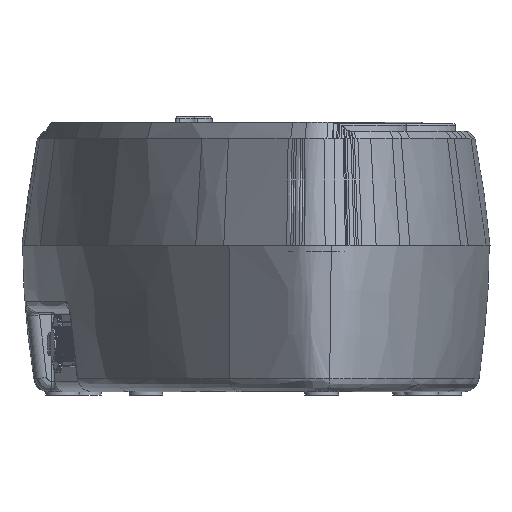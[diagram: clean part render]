
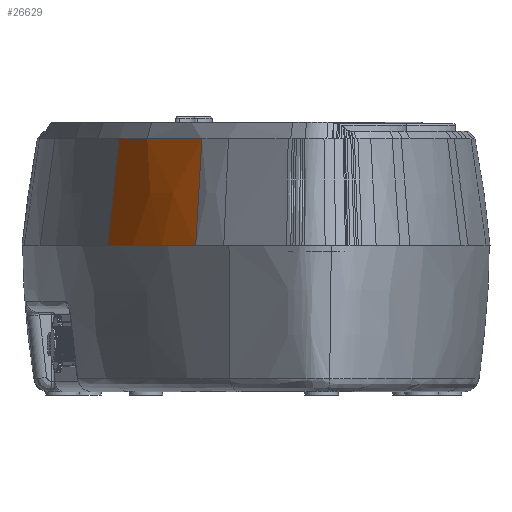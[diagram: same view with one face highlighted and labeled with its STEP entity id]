
A CAD part, front view. The second image highlights one B-rep face of the part: STEP entity #26629.
In plain terms, the highlighted free-form (B-spline) face has degree [3, 2] with [8, 3] control points.
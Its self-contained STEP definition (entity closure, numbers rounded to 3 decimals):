
#18348=B_SPLINE_SURFACE_WITH_KNOTS('',3,2,((#142659,#142660,#142661),(#142662,
#142663,#142664),(#142665,#142666,#142667),(#142668,#142669,#142670),(#142671,
#142672,#142673),(#142674,#142675,#142676),(#142677,#142678,#142679),(#142680,
#142681,#142682)),.UNSPECIFIED.,.F.,.F.,.F.,(4,1,1,2,4),(3,3),(0.,0.495,
0.743,0.99,1.),(0.,1.),.UNSPECIFIED.);
#22483=B_SPLINE_CURVE_WITH_KNOTS('',3,(#137475,#137476,#137477,#137478,
#137479,#137480,#137481,#137482),.UNSPECIFIED.,.F.,.F.,(4,2,1,1,4),(0.,
0.,0.413,0.826,1.),
 .UNSPECIFIED.);
#22494=B_SPLINE_CURVE_WITH_KNOTS('',3,(#137567,#137568,#137569,#137570),
 .UNSPECIFIED.,.F.,.F.,(4,4),(0.,1.),.UNSPECIFIED.);
#22767=B_SPLINE_CURVE_WITH_KNOTS('',3,(#142628,#142629,#142630,#142631),
 .UNSPECIFIED.,.F.,.F.,(4,4),(0.,1.),.UNSPECIFIED.);
#22769=B_SPLINE_CURVE_WITH_KNOTS('',2,(#142649,#142650,#142651),
 .UNSPECIFIED.,.F.,.F.,(3,3),(0.,1.),.UNSPECIFIED.);
#22770=B_SPLINE_CURVE_WITH_KNOTS('',3,(#142653,#142654,#142655,#142656,
#142657,#142658),.UNSPECIFIED.,.F.,.F.,(4,1,1,4),(0.,0.25,
0.5,1.),.UNSPECIFIED.);
#26629=ADVANCED_FACE('',(#31870),#18348,.T.);
#31870=FACE_OUTER_BOUND('',#36102,.T.);
#36102=EDGE_LOOP('',(#56520,#56521,#56522,#56523,#56524));
#56520=ORIENTED_EDGE('',*,*,#89393,.T.);
#56521=ORIENTED_EDGE('',*,*,#88998,.T.);
#56522=ORIENTED_EDGE('',*,*,#89009,.T.);
#56523=ORIENTED_EDGE('',*,*,#89395,.F.);
#56524=ORIENTED_EDGE('',*,*,#89396,.F.);
#80261=VERTEX_POINT('',#137474);
#80262=VERTEX_POINT('',#137483);
#80271=VERTEX_POINT('',#137566);
#80522=VERTEX_POINT('',#142632);
#80523=VERTEX_POINT('',#142652);
#88998=EDGE_CURVE('',#80262,#80261,#22483,.T.);
#89009=EDGE_CURVE('',#80261,#80271,#22494,.T.);
#89393=EDGE_CURVE('',#80522,#80262,#22767,.T.);
#89395=EDGE_CURVE('',#80523,#80271,#22769,.T.);
#89396=EDGE_CURVE('',#80522,#80523,#22770,.T.);
#137474=CARTESIAN_POINT('',(210.988,48.295,83.344));
#137475=CARTESIAN_POINT('',(228.871,21.402,83.344));
#137476=CARTESIAN_POINT('',(228.871,21.402,83.344));
#137477=CARTESIAN_POINT('',(228.871,21.402,83.344));
#137478=CARTESIAN_POINT('',(226.1,24.884,83.344));
#137479=CARTESIAN_POINT('',(220.813,32.047,83.344));
#137480=CARTESIAN_POINT('',(215.032,41.153,83.344));
#137481=CARTESIAN_POINT('',(211.897,46.65,83.344));
#137482=CARTESIAN_POINT('',(210.988,48.295,83.344));
#137483=CARTESIAN_POINT('',(228.871,21.402,83.344));
#137566=CARTESIAN_POINT('',(201.727,67.193,83.344));
#137567=CARTESIAN_POINT('',(210.988,48.295,83.344));
#137568=CARTESIAN_POINT('',(207.595,54.438,83.344));
#137569=CARTESIAN_POINT('',(204.515,60.753,83.344));
#137570=CARTESIAN_POINT('',(201.727,67.193,83.344));
#142628=CARTESIAN_POINT('',(226.827,15.914,48.382));
#142629=CARTESIAN_POINT('',(227.115,17.359,59.525));
#142630=CARTESIAN_POINT('',(227.796,19.188,71.179));
#142631=CARTESIAN_POINT('',(228.871,21.402,83.344));
#142632=CARTESIAN_POINT('',(226.827,15.914,48.382));
#142649=CARTESIAN_POINT('',(198.043,63.044,48.382));
#142650=CARTESIAN_POINT('',(199.158,64.734,65.096));
#142651=CARTESIAN_POINT('',(201.727,67.193,83.344));
#142652=CARTESIAN_POINT('',(198.043,63.044,48.382));
#142653=CARTESIAN_POINT('',(226.827,15.914,48.382));
#142654=CARTESIAN_POINT('',(223.893,19.48,48.382));
#142655=CARTESIAN_POINT('',(218.294,26.825,48.382));
#142656=CARTESIAN_POINT('',(208.171,42.286,48.382));
#142657=CARTESIAN_POINT('',(201.795,54.607,48.382));
#142658=CARTESIAN_POINT('',(198.043,63.044,48.382));
#142659=CARTESIAN_POINT('',(198.043,63.044,48.382));
#142660=CARTESIAN_POINT('',(199.214,64.818,65.932));
#142661=CARTESIAN_POINT('',(201.988,67.441,85.173));
#142662=CARTESIAN_POINT('',(201.795,54.607,48.382));
#142663=CARTESIAN_POINT('',(202.868,56.49,65.932));
#142664=CARTESIAN_POINT('',(205.51,59.293,85.173));
#142665=CARTESIAN_POINT('',(208.171,42.286,48.382));
#142666=CARTESIAN_POINT('',(209.081,44.316,65.932));
#142667=CARTESIAN_POINT('',(211.494,47.373,85.173));
#142668=CARTESIAN_POINT('',(218.294,26.825,48.382));
#142669=CARTESIAN_POINT('',(218.952,29.01,65.932));
#142670=CARTESIAN_POINT('',(221.005,32.363,85.173));
#142671=CARTESIAN_POINT('',(223.893,19.48,48.382));
#142672=CARTESIAN_POINT('',(224.416,21.727,65.932));
#142673=CARTESIAN_POINT('',(226.273,25.213,85.173));
#142674=CARTESIAN_POINT('',(226.944,15.771,48.382));
#142675=CARTESIAN_POINT('',(227.395,18.048,65.932));
#142676=CARTESIAN_POINT('',(229.145,21.598,85.173));
#142677=CARTESIAN_POINT('',(227.061,15.629,48.382));
#142678=CARTESIAN_POINT('',(227.509,17.907,65.932));
#142679=CARTESIAN_POINT('',(229.256,21.459,85.173));
#142680=CARTESIAN_POINT('',(227.179,15.486,48.382));
#142681=CARTESIAN_POINT('',(227.624,17.765,65.932));
#142682=CARTESIAN_POINT('',(229.366,21.32,85.173));
